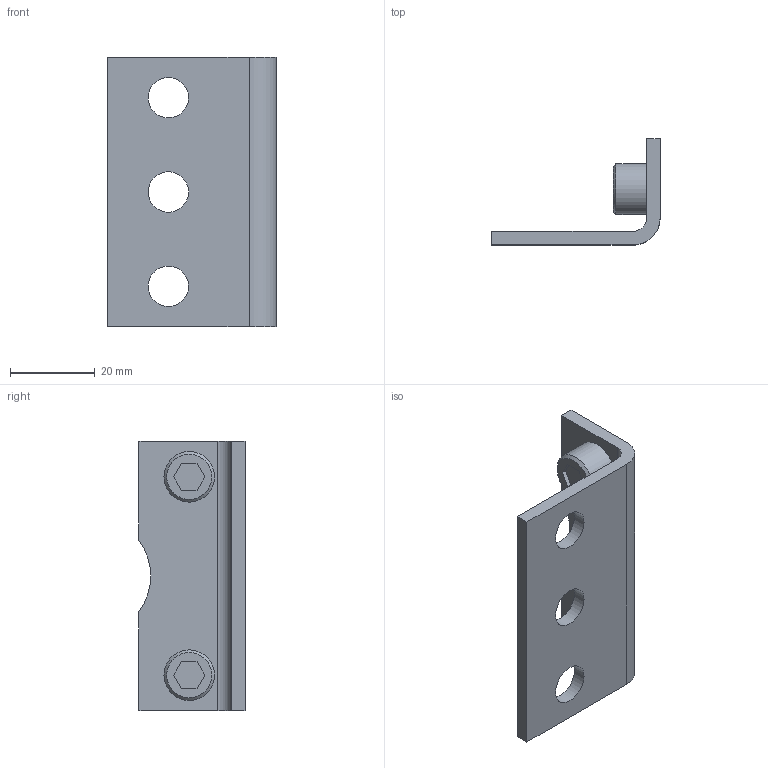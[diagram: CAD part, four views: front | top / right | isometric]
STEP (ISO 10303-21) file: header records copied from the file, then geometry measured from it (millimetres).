
FILE_DESCRIPTION(/* description */ ('Unknown'),/* implementation_level */ '2;1');
FILE_NAME(/* name */ '1309.200.05;1F',/* time_stamp */ '2018-12-07T09:57:59-05:00',/* author */ ('Unknown'),/* organization */ ('Unknown'),/* preprocessor_version */ 'ST-DEVELOPER v16.7',/* originating_system */ 'DEX',/* authorisation */ $);
FILE_SCHEMA (('AUTOMOTIVE_DESIGN {1 0 10303 214 3 1 1}'));
Length unit declared in the file: millimetre
Products named in the file (1): 1309.200.05;1f
Bounding box: 39.69 x 24.99 x 63.5 mm (x, y, z)
Volume: 12882.8 mm3; surface area: 8736.7 mm2
Topology: 1 solids, 1 shells, 35 faces, 88 edges, 59 vertices
Faces by surface type: plane 25, cylinder 8, cone 2
Full cylindrical faces by diameter (mm): 9.525 x3, 11.913 x2
Entity records: 1028 total; most frequent: CARTESIAN_POINT 170, DIRECTION 168, ORIENTED_EDGE 156, EDGE_CURVE 78, LINE 60, VECTOR 60, VERTEX_POINT 56, AXIS2_PLACEMENT_3D 54
